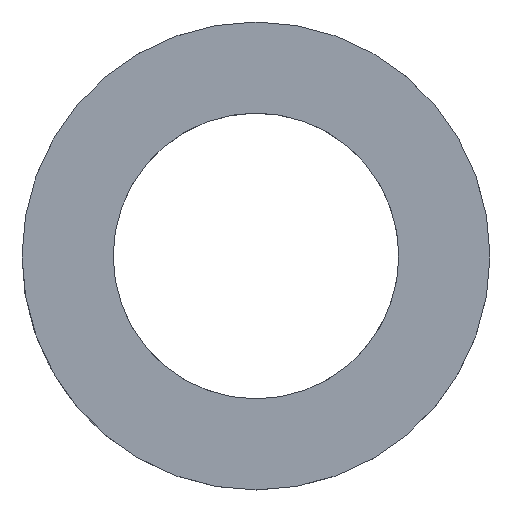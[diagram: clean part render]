
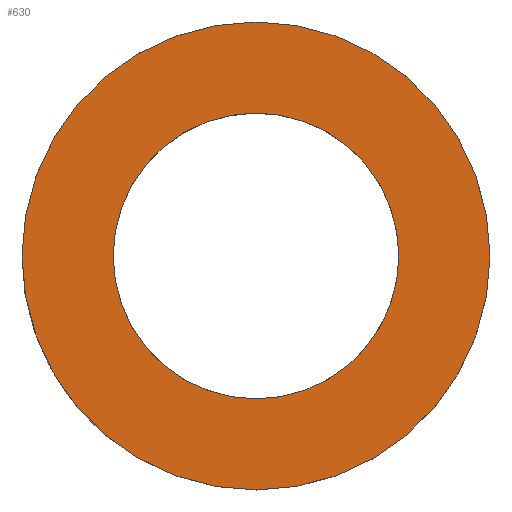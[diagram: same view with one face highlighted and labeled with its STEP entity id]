
A CAD part, top view. The second image highlights one B-rep face of the part: STEP entity #630.
In plain terms, the highlighted planar face has unit normal (0, 0, 1).
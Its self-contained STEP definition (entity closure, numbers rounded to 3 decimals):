
#146=ORIENTED_EDGE('',*,*,#324,.T.);
#147=ORIENTED_EDGE('',*,*,#325,.T.);
#324=EDGE_CURVE('',#413,#413,#474,.F.);
#325=EDGE_CURVE('',#414,#414,#475,.T.);
#413=VERTEX_POINT('',#969);
#414=VERTEX_POINT('',#971);
#474=CIRCLE('',#686,28.);
#475=CIRCLE('',#687,17.1);
#510=EDGE_LOOP('',(#146));
#511=EDGE_LOOP('',(#147));
#558=FACE_BOUND('',#510,.T.);
#559=FACE_BOUND('',#511,.T.);
#606=PLANE('',#685);
#630=ADVANCED_FACE('',(#558,#559),#606,.F.);
#685=AXIS2_PLACEMENT_3D('',#967,#763,#764);
#686=AXIS2_PLACEMENT_3D('',#968,#765,#766);
#687=AXIS2_PLACEMENT_3D('',#970,#767,#768);
#763=DIRECTION('',(0.,0.,-1.));
#764=DIRECTION('',(-1.,0.,0.));
#765=DIRECTION('',(0.,0.,-1.));
#766=DIRECTION('',(-1.,0.,0.));
#767=DIRECTION('',(0.,0.,-1.));
#768=DIRECTION('',(-1.,0.,0.));
#967=CARTESIAN_POINT('',(0.,0.,-7.054));
#968=CARTESIAN_POINT('',(0.,0.,-7.054));
#969=CARTESIAN_POINT('',(-28.,0.,-7.054));
#970=CARTESIAN_POINT('',(0.,0.,-7.054));
#971=CARTESIAN_POINT('',(-17.1,0.,-7.054));
